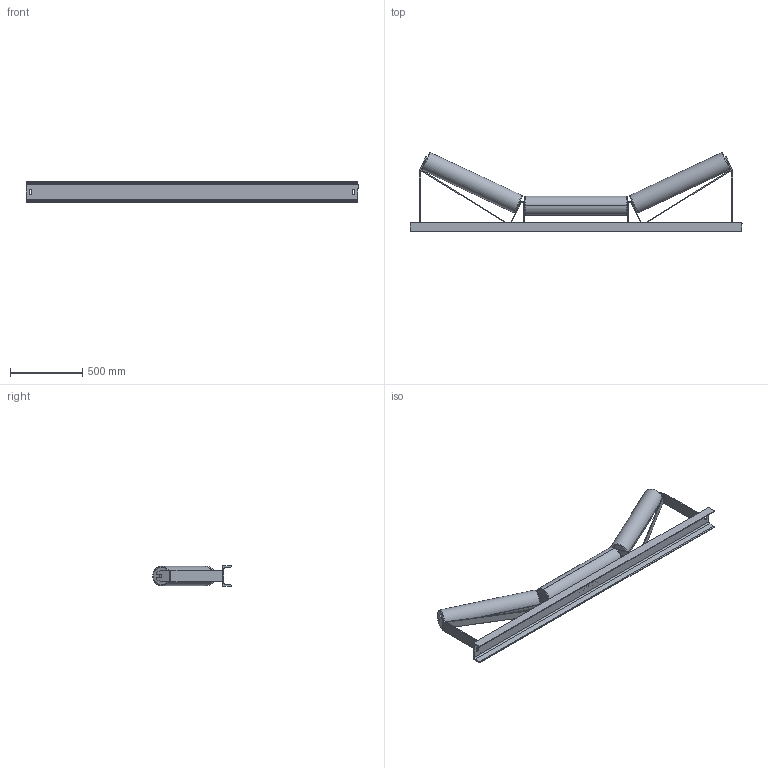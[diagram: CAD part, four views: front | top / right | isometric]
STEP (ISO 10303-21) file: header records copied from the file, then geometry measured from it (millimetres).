
FILE_DESCRIPTION (( 'STEP AP214' ), '1' );
FILE_NAME ('Support SRLM 53300 E167 UPN140 B2000 25° axe Ø20 Rouleau Ø133 sans pincement.step', '2021-10-22T10:32:23', ( '' ), ( '' ), 'SwSTEP 2.0', 'SolidWorks 2019', '' );
FILE_SCHEMA (( 'AUTOMOTIVE_DESIGN' ));
Length unit declared in the file: millimetre
Products named in the file (1): Support SRLM 53300 E167 UPN140 B2000 25° axe Ø20 Rouleau Ø133 sans pincement
Bounding box: 2300 x 546.03 x 140 mm (x, y, z)
Volume: 9567795.2 mm3; surface area: 3522561.7 mm2
Topology: 10 solids, 13 shells, 298 faces, 733 edges, 474 vertices
Faces by surface type: plane 205, cylinder 64, bspline 17, torus 12
Entity records: 8960 total; most frequent: CARTESIAN_POINT 1727, ORIENTED_EDGE 1466, DIRECTION 1439, EDGE_CURVE 733, LINE 523, VECTOR 523, VERTEX_POINT 474, AXIS2_PLACEMENT_3D 458
